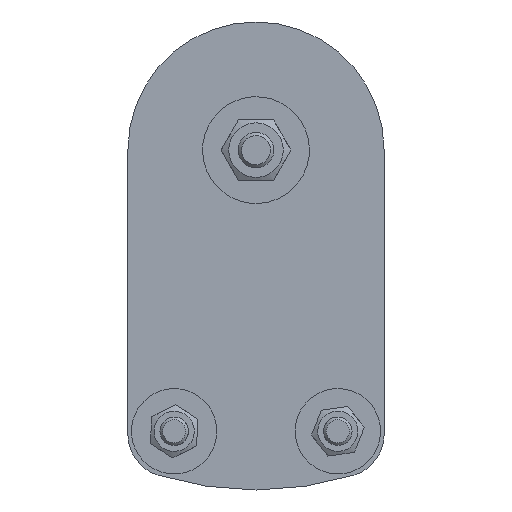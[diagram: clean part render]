
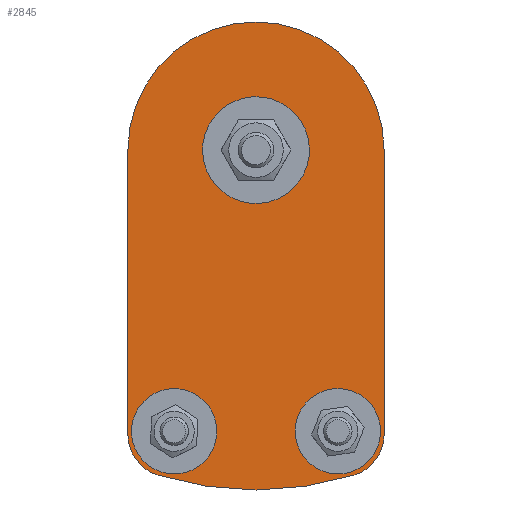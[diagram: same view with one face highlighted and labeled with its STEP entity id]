
A CAD part, front view. The second image highlights one B-rep face of the part: STEP entity #2845.
In plain terms, the highlighted planar face has unit normal (0, -1, 0).
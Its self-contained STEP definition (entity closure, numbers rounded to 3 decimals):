
#244=LINE('',#4344,#314);
#251=LINE('',#4440,#321);
#314=VECTOR('',#3444,10.);
#321=VECTOR('',#3503,10.);
#385=PLANE('',#3108);
#468=FACE_BOUND('',#860,.T.);
#469=FACE_BOUND('',#861,.T.);
#470=FACE_BOUND('',#862,.T.);
#627=FACE_OUTER_BOUND('',#859,.T.);
#859=EDGE_LOOP('',(#2190,#2191,#2192,#2193,#2194,#2195));
#860=EDGE_LOOP('',(#2196));
#861=EDGE_LOOP('',(#2197));
#862=EDGE_LOOP('',(#2198));
#1157=CIRCLE('',#3038,12.);
#1159=CIRCLE('',#3041,93.5);
#1161=CIRCLE('',#3044,12.);
#1193=CIRCLE('',#3094,4.1);
#1197=CIRCLE('',#3101,4.1);
#1201=CIRCLE('',#3109,36.);
#1202=CIRCLE('',#3110,10.);
#1348=VERTEX_POINT('',#4292);
#1361=VERTEX_POINT('',#4342);
#1363=VERTEX_POINT('',#4348);
#1365=VERTEX_POINT('',#4354);
#1367=VERTEX_POINT('',#4360);
#1377=VERTEX_POINT('',#4439);
#1410=VERTEX_POINT('',#5570);
#1414=VERTEX_POINT('',#5581);
#1418=VERTEX_POINT('',#5594);
#1650=EDGE_CURVE('',#1361,#1348,#244,.T.);
#1652=EDGE_CURVE('',#1348,#1363,#1157,.T.);
#1655=EDGE_CURVE('',#1363,#1365,#1159,.T.);
#1658=EDGE_CURVE('',#1365,#1367,#1161,.T.);
#1675=EDGE_CURVE('',#1367,#1377,#251,.T.);
#1731=EDGE_CURVE('',#1410,#1410,#1193,.T.);
#1735=EDGE_CURVE('',#1414,#1414,#1197,.T.);
#1739=EDGE_CURVE('',#1377,#1361,#1201,.T.);
#1740=EDGE_CURVE('',#1418,#1418,#1202,.T.);
#2190=ORIENTED_EDGE('',*,*,#1739,.F.);
#2191=ORIENTED_EDGE('',*,*,#1675,.F.);
#2192=ORIENTED_EDGE('',*,*,#1658,.F.);
#2193=ORIENTED_EDGE('',*,*,#1655,.F.);
#2194=ORIENTED_EDGE('',*,*,#1652,.F.);
#2195=ORIENTED_EDGE('',*,*,#1650,.F.);
#2196=ORIENTED_EDGE('',*,*,#1740,.T.);
#2197=ORIENTED_EDGE('',*,*,#1735,.T.);
#2198=ORIENTED_EDGE('',*,*,#1731,.T.);
#2845=ADVANCED_FACE('',(#627,#468,#469,#470),#385,.F.);
#3038=AXIS2_PLACEMENT_3D('',#4349,#3449,#3450);
#3041=AXIS2_PLACEMENT_3D('',#4355,#3456,#3457);
#3044=AXIS2_PLACEMENT_3D('',#4361,#3463,#3464);
#3094=AXIS2_PLACEMENT_3D('',#5571,#3577,#3578);
#3101=AXIS2_PLACEMENT_3D('',#5582,#3591,#3592);
#3108=AXIS2_PLACEMENT_3D('',#5592,#3605,#3606);
#3109=AXIS2_PLACEMENT_3D('',#5593,#3607,#3608);
#3110=AXIS2_PLACEMENT_3D('',#5595,#3609,#3610);
#3444=DIRECTION('',(0.,0.,-1.));
#3449=DIRECTION('center_axis',(0.,1.,0.));
#3450=DIRECTION('ref_axis',(0.294,0.,-0.956));
#3456=DIRECTION('center_axis',(0.,1.,0.));
#3457=DIRECTION('ref_axis',(-0.294,0.,-0.956));
#3463=DIRECTION('center_axis',(0.,1.,0.));
#3464=DIRECTION('ref_axis',(-1.,0.,0.));
#3503=DIRECTION('',(0.,0.,1.));
#3577=DIRECTION('center_axis',(0.,1.,0.));
#3578=DIRECTION('ref_axis',(-1.,0.,0.));
#3591=DIRECTION('center_axis',(0.,1.,0.));
#3592=DIRECTION('ref_axis',(-1.,0.,0.));
#3605=DIRECTION('center_axis',(0.,1.,0.));
#3606=DIRECTION('ref_axis',(0.,0.,
1.));
#3607=DIRECTION('center_axis',(0.,1.,0.));
#3608=DIRECTION('ref_axis',(1.,0.,0.));
#3609=DIRECTION('center_axis',(0.,1.,0.));
#3610=DIRECTION('ref_axis',(-1.,0.,0.));
#4292=CARTESIAN_POINT('',(36.,0.,-79.886));
#4342=CARTESIAN_POINT('',(36.,0.,0.));
#4344=CARTESIAN_POINT('',(36.,0.,-79.886));
#4348=CARTESIAN_POINT('',(27.534,0.,-91.354));
#4349=CARTESIAN_POINT('Origin',(24.,0.,-79.886));
#4354=CARTESIAN_POINT('',(-27.534,0.,-91.354));
#4355=CARTESIAN_POINT('Origin',(0.,0.,-2.));
#4360=CARTESIAN_POINT('',(-36.,0.,-79.886));
#4361=CARTESIAN_POINT('Origin',(-24.,0.,-79.886));
#4439=CARTESIAN_POINT('',(-36.,0.,0.));
#4440=CARTESIAN_POINT('',(-36.,0.,0.));
#5570=CARTESIAN_POINT('',(-18.9,0.,-79.));
#5571=CARTESIAN_POINT('Origin',(-23.,0.,-79.));
#5581=CARTESIAN_POINT('',(27.1,0.,-79.));
#5582=CARTESIAN_POINT('Origin',(23.,0.,-79.));
#5592=CARTESIAN_POINT('Origin',(0.,0.,
-33.201));
#5593=CARTESIAN_POINT('Origin',(0.,0.,0.));
#5594=CARTESIAN_POINT('',(10.,0.,0.));
#5595=CARTESIAN_POINT('Origin',(0.,0.,0.));
